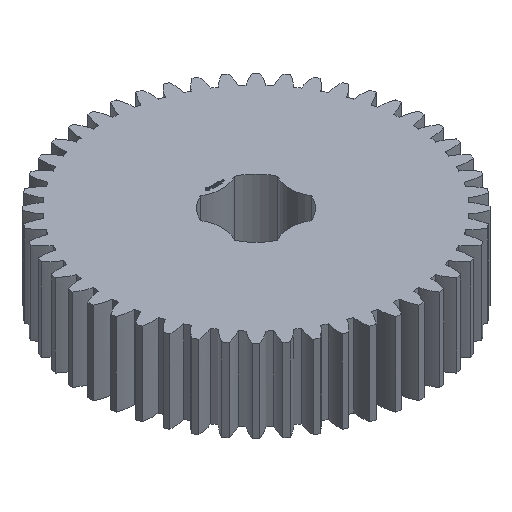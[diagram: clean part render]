
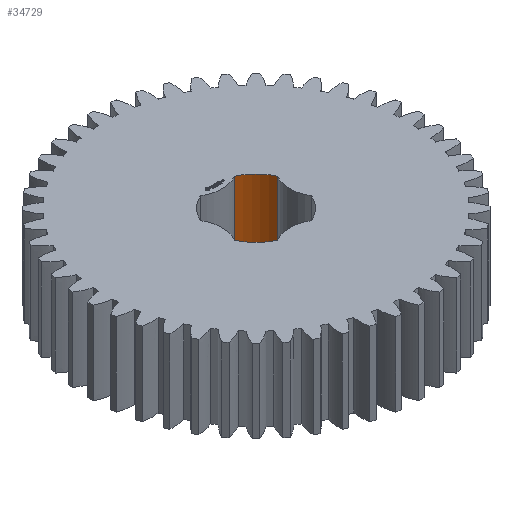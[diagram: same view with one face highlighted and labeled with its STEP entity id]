
A CAD part, isometric view. The second image highlights one B-rep face of the part: STEP entity #34729.
In plain terms, the highlighted cylindrical face has radius 6.35 mm (diameter 12.7 mm), a partial arc.
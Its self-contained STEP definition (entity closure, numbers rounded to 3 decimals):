
#93 = PLANE('',#94);
#94 = AXIS2_PLACEMENT_3D('',#95,#96,#97);
#95 = CARTESIAN_POINT('',(0.,0.,12.5));
#96 = DIRECTION('',(0.,0.,1.));
#97 = DIRECTION('',(1.,0.,0.));
#168 = PLANE('',#169);
#169 = AXIS2_PLACEMENT_3D('',#170,#171,#172);
#170 = CARTESIAN_POINT('',(0.,0.,0.));
#171 = DIRECTION('',(0.,0.,1.));
#172 = DIRECTION('',(1.,0.,0.));
#11256 = VERTEX_POINT('',#11257);
#11257 = CARTESIAN_POINT('',(2.55,5.816,0.));
#11272 = CYLINDRICAL_SURFACE('',#11273,4.9);
#11273 = AXIS2_PLACEMENT_3D('',#11274,#11275,#11276);
#11274 = CARTESIAN_POINT('',(0.,10.,0.));
#11275 = DIRECTION('',(0.,-0.,-1.));
#11276 = DIRECTION('',(0.707,0.707,0.));
#11284 = EDGE_CURVE('',#11285,#11256,#11287,.T.);
#11285 = VERTEX_POINT('',#11286);
#11286 = CARTESIAN_POINT('',(5.816,2.55,0.));
#11287 = SURFACE_CURVE('',#11288,(#11293,#11300),.PCURVE_S1.);
#11288 = CIRCLE('',#11289,6.35);
#11289 = AXIS2_PLACEMENT_3D('',#11290,#11291,#11292);
#11290 = CARTESIAN_POINT('',(0.,0.,0.));
#11291 = DIRECTION('',(0.,-0.,1.));
#11292 = DIRECTION('',(0.707,0.707,0.));
#11293 = PCURVE('',#168,#11294);
#11294 = DEFINITIONAL_REPRESENTATION('',(#11295),#11299);
#11295 = CIRCLE('',#11296,6.35);
#11296 = AXIS2_PLACEMENT_2D('',#11297,#11298);
#11297 = CARTESIAN_POINT('',(0.,0.));
#11298 = DIRECTION('',(0.707,0.707));
#11299 = ( GEOMETRIC_REPRESENTATION_CONTEXT(2) 
PARAMETRIC_REPRESENTATION_CONTEXT() REPRESENTATION_CONTEXT('2D SPACE',''
  ) );
#11300 = PCURVE('',#11301,#11306);
#11301 = CYLINDRICAL_SURFACE('',#11302,6.35);
#11302 = AXIS2_PLACEMENT_3D('',#11303,#11304,#11305);
#11303 = CARTESIAN_POINT('',(0.,0.,0.));
#11304 = DIRECTION('',(0.,-0.,-1.));
#11305 = DIRECTION('',(0.707,0.707,0.));
#11306 = DEFINITIONAL_REPRESENTATION('',(#11307),#11311);
#11307 = LINE('',#11308,#11309);
#11308 = CARTESIAN_POINT('',(-0.,0.));
#11309 = VECTOR('',#11310,1.);
#11310 = DIRECTION('',(-1.,0.));
#11311 = ( GEOMETRIC_REPRESENTATION_CONTEXT(2) 
PARAMETRIC_REPRESENTATION_CONTEXT() REPRESENTATION_CONTEXT('2D SPACE',''
  ) );
#11330 = CYLINDRICAL_SURFACE('',#11331,4.9);
#11331 = AXIS2_PLACEMENT_3D('',#11332,#11333,#11334);
#11332 = CARTESIAN_POINT('',(10.,0.,0.));
#11333 = DIRECTION('',(0.,-0.,-1.));
#11334 = DIRECTION('',(0.707,0.707,0.));
#19220 = VERTEX_POINT('',#19221);
#19221 = CARTESIAN_POINT('',(2.55,5.816,12.5));
#19243 = EDGE_CURVE('',#19244,#19220,#19246,.T.);
#19244 = VERTEX_POINT('',#19245);
#19245 = CARTESIAN_POINT('',(5.816,2.55,12.5));
#19246 = SURFACE_CURVE('',#19247,(#19252,#19259),.PCURVE_S1.);
#19247 = CIRCLE('',#19248,6.35);
#19248 = AXIS2_PLACEMENT_3D('',#19249,#19250,#19251);
#19249 = CARTESIAN_POINT('',(0.,0.,12.5)
  );
#19250 = DIRECTION('',(0.,-0.,1.));
#19251 = DIRECTION('',(0.707,0.707,0.));
#19252 = PCURVE('',#93,#19253);
#19253 = DEFINITIONAL_REPRESENTATION('',(#19254),#19258);
#19254 = CIRCLE('',#19255,6.35);
#19255 = AXIS2_PLACEMENT_2D('',#19256,#19257);
#19256 = CARTESIAN_POINT('',(0.,0.));
#19257 = DIRECTION('',(0.707,0.707));
#19258 = ( GEOMETRIC_REPRESENTATION_CONTEXT(2) 
PARAMETRIC_REPRESENTATION_CONTEXT() REPRESENTATION_CONTEXT('2D SPACE',''
  ) );
#19259 = PCURVE('',#11301,#19260);
#19260 = DEFINITIONAL_REPRESENTATION('',(#19261),#19265);
#19261 = LINE('',#19262,#19263);
#19262 = CARTESIAN_POINT('',(-0.,-12.5));
#19263 = VECTOR('',#19264,1.);
#19264 = DIRECTION('',(-1.,0.));
#19265 = ( GEOMETRIC_REPRESENTATION_CONTEXT(2) 
PARAMETRIC_REPRESENTATION_CONTEXT() REPRESENTATION_CONTEXT('2D SPACE',''
  ) );
#34706 = EDGE_CURVE('',#11285,#19244,#34707,.T.);
#34707 = SURFACE_CURVE('',#34708,(#34712,#34719),.PCURVE_S1.);
#34708 = LINE('',#34709,#34710);
#34709 = CARTESIAN_POINT('',(5.816,2.55,0.));
#34710 = VECTOR('',#34711,1.);
#34711 = DIRECTION('',(0.,0.,1.));
#34712 = PCURVE('',#11330,#34713);
#34713 = DEFINITIONAL_REPRESENTATION('',(#34714),#34718);
#34714 = LINE('',#34715,#34716);
#34715 = CARTESIAN_POINT('',(-1.809,0.));
#34716 = VECTOR('',#34717,1.);
#34717 = DIRECTION('',(-0.,-1.));
#34718 = ( GEOMETRIC_REPRESENTATION_CONTEXT(2) 
PARAMETRIC_REPRESENTATION_CONTEXT() REPRESENTATION_CONTEXT('2D SPACE',''
  ) );
#34719 = PCURVE('',#11301,#34720);
#34720 = DEFINITIONAL_REPRESENTATION('',(#34721),#34725);
#34721 = LINE('',#34722,#34723);
#34722 = CARTESIAN_POINT('',(-5.911,0.));
#34723 = VECTOR('',#34724,1.);
#34724 = DIRECTION('',(-0.,-1.));
#34725 = ( GEOMETRIC_REPRESENTATION_CONTEXT(2) 
PARAMETRIC_REPRESENTATION_CONTEXT() REPRESENTATION_CONTEXT('2D SPACE',''
  ) );
#34729 = ADVANCED_FACE('',(#34730),#11301,.F.);
#34730 = FACE_BOUND('',#34731,.T.);
#34731 = EDGE_LOOP('',(#34732,#34733,#34734,#34755));
#34732 = ORIENTED_EDGE('',*,*,#34706,.T.);
#34733 = ORIENTED_EDGE('',*,*,#19243,.T.);
#34734 = ORIENTED_EDGE('',*,*,#34735,.F.);
#34735 = EDGE_CURVE('',#11256,#19220,#34736,.T.);
#34736 = SURFACE_CURVE('',#34737,(#34741,#34748),.PCURVE_S1.);
#34737 = LINE('',#34738,#34739);
#34738 = CARTESIAN_POINT('',(2.55,5.816,0.));
#34739 = VECTOR('',#34740,1.);
#34740 = DIRECTION('',(0.,0.,1.));
#34741 = PCURVE('',#11301,#34742);
#34742 = DEFINITIONAL_REPRESENTATION('',(#34743),#34747);
#34743 = LINE('',#34744,#34745);
#34744 = CARTESIAN_POINT('',(-6.655,0.));
#34745 = VECTOR('',#34746,1.);
#34746 = DIRECTION('',(-0.,-1.));
#34747 = ( GEOMETRIC_REPRESENTATION_CONTEXT(2) 
PARAMETRIC_REPRESENTATION_CONTEXT() REPRESENTATION_CONTEXT('2D SPACE',''
  ) );
#34748 = PCURVE('',#11272,#34749);
#34749 = DEFINITIONAL_REPRESENTATION('',(#34750),#34754);
#34750 = LINE('',#34751,#34752);
#34751 = CARTESIAN_POINT('',(-4.474,0.));
#34752 = VECTOR('',#34753,1.);
#34753 = DIRECTION('',(-0.,-1.));
#34754 = ( GEOMETRIC_REPRESENTATION_CONTEXT(2) 
PARAMETRIC_REPRESENTATION_CONTEXT() REPRESENTATION_CONTEXT('2D SPACE',''
  ) );
#34755 = ORIENTED_EDGE('',*,*,#11284,.F.);
